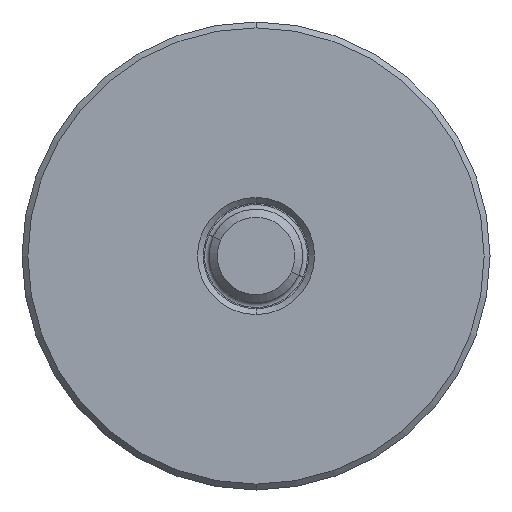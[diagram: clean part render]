
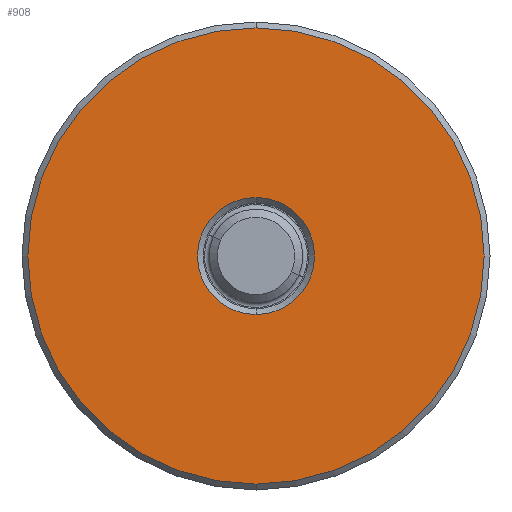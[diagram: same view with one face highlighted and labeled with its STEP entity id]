
A CAD part, front view. The second image highlights one B-rep face of the part: STEP entity #908.
In plain terms, the highlighted planar face has unit normal (0, -1, 0).
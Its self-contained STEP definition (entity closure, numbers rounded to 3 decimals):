
#16 = CARTESIAN_POINT ( 'NONE',  ( 0., 0., -5. ) ) ;
#38 = CARTESIAN_POINT ( 'NONE',  ( 0., 0., 19.5 ) ) ;
#74 = PLANE ( 'NONE',  #1279 ) ;
#124 = CARTESIAN_POINT ( 'NONE',  ( 0., 0., 0. ) ) ;
#138 = FACE_OUTER_BOUND ( 'NONE', #282, .T. ) ;
#139 = CARTESIAN_POINT ( 'NONE',  ( 0., 0., 0. ) ) ;
#145 = DIRECTION ( 'NONE',  ( 0., 0., 1. ) ) ;
#165 = VERTEX_POINT ( 'NONE', #38 ) ;
#169 = AXIS2_PLACEMENT_3D ( 'NONE', #750, #521, #1098 ) ;
#175 = DIRECTION ( 'NONE',  ( 0., 1., 0. ) ) ;
#251 = AXIS2_PLACEMENT_3D ( 'NONE', #1417, #1298, #634 ) ;
#282 = EDGE_LOOP ( 'NONE', ( #299, #449 ) ) ;
#299 = ORIENTED_EDGE ( 'NONE', *, *, #1090, .T. ) ;
#348 = DIRECTION ( 'NONE',  ( 0., 0., 1. ) ) ;
#377 = EDGE_CURVE ( 'NONE', #730, #165, #1068, .T. ) ;
#394 = CARTESIAN_POINT ( 'NONE',  ( 0., 0., 5. ) ) ;
#443 = CIRCLE ( 'NONE', #1228, 5. ) ;
#449 = ORIENTED_EDGE ( 'NONE', *, *, #377, .T. ) ;
#483 = EDGE_LOOP ( 'NONE', ( #601, #608 ) ) ;
#521 = DIRECTION ( 'NONE',  ( 0., -1., 0. ) ) ;
#564 = CIRCLE ( 'NONE', #251, 5. ) ;
#601 = ORIENTED_EDGE ( 'NONE', *, *, #1317, .T. ) ;
#602 = CARTESIAN_POINT ( 'NONE',  ( 0., 0., 0. ) ) ;
#608 = ORIENTED_EDGE ( 'NONE', *, *, #1044, .T. ) ;
#634 = DIRECTION ( 'NONE',  ( 0., 0., 1. ) ) ;
#730 = VERTEX_POINT ( 'NONE', #1005 ) ;
#750 = CARTESIAN_POINT ( 'NONE',  ( 0., 0., 0. ) ) ;
#761 = CIRCLE ( 'NONE', #169, 19.5 ) ;
#888 = FACE_BOUND ( 'NONE', #483, .T. ) ;
#908 = ADVANCED_FACE ( 'NONE', ( #888, #138 ), #74, .F. ) ;
#915 = DIRECTION ( 'NONE',  ( 0., 1., 0. ) ) ;
#917 = DIRECTION ( 'NONE',  ( 0., -1., 0. ) ) ;
#985 = VERTEX_POINT ( 'NONE', #394 ) ;
#1002 = AXIS2_PLACEMENT_3D ( 'NONE', #139, #917, #145 ) ;
#1005 = CARTESIAN_POINT ( 'NONE',  ( 0., 0., -19.5 ) ) ;
#1044 = EDGE_CURVE ( 'NONE', #985, #1185, #564, .T. ) ;
#1068 = CIRCLE ( 'NONE', #1002, 19.5 ) ;
#1078 = DIRECTION ( 'NONE',  ( 0., 0., 1. ) ) ;
#1090 = EDGE_CURVE ( 'NONE', #165, #730, #761, .T. ) ;
#1098 = DIRECTION ( 'NONE',  ( 0., 0., 1. ) ) ;
#1185 = VERTEX_POINT ( 'NONE', #16 ) ;
#1228 = AXIS2_PLACEMENT_3D ( 'NONE', #124, #915, #348 ) ;
#1279 = AXIS2_PLACEMENT_3D ( 'NONE', #602, #175, #1078 ) ;
#1298 = DIRECTION ( 'NONE',  ( 0., 1., 0. ) ) ;
#1317 = EDGE_CURVE ( 'NONE', #1185, #985, #443, .T. ) ;
#1417 = CARTESIAN_POINT ( 'NONE',  ( 0., 0., 0. ) ) ;
